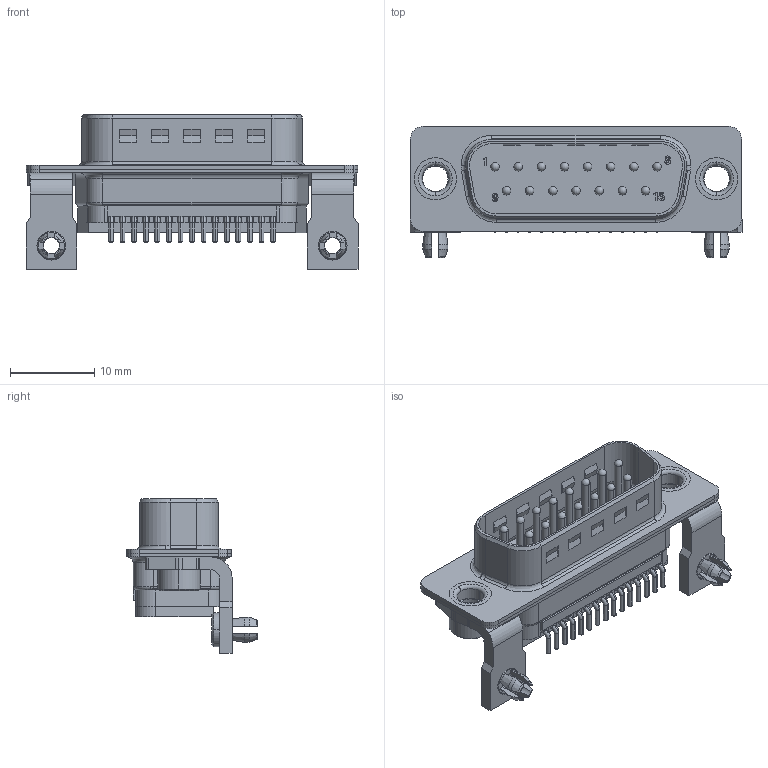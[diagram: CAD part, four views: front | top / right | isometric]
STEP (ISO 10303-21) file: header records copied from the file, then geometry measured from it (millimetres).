
FILE_DESCRIPTION((''),'2;1');
FILE_NAME('242117113.stp','2007-10-24T13:48:44',('martin.rickli'),(''),'Autodesk Inventor 9','Autodesk Inventor 9','');
FILE_SCHEMA(('AUTOMOTIVE_DESIGN { 1 0 10303 214 1 1 1 1 }'));
Length unit declared in the file: millimetre
Products named in the file (11): 060226; 00032a_15; R+B00477c; R+B00478c; R+B00151a; R+B00150; R+B00318; R+B00700; R+B00102c_male; DE011848; DE011850
Assembly tree (26 placements, depth 2):
  060226
    00032a_15
    R+B00477c  x8
    R+B00478c  x7
    R+B00151a
    R+B00150
    R+B00318  x2
    R+B00700  x2
    R+B00102c_male  x2
    DE011848
    DE011850
Bounding box: 39.3 x 15.5 x 18.3 mm (x, y, z)
Volume: 2354.8 mm3; surface area: 6520.4 mm2
Topology: 26 solids, 26 shells, 3231 faces, 8009 edges, 4896 vertices
Faces by surface type: plane 2443, cylinder 438, cone 134, bspline 111, torus 90, sphere 15
Entity records: 30978 total; most frequent: CARTESIAN_POINT 7707, ORIENTED_EDGE 4942, DIRECTION 4729, EDGE_CURVE 2471, AXIS2_PLACEMENT_3D 1682, VERTEX_POINT 1564, VECTOR 1365, LINE 1365
